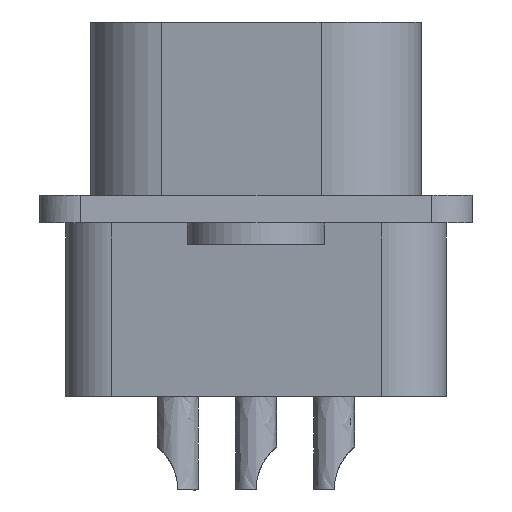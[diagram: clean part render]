
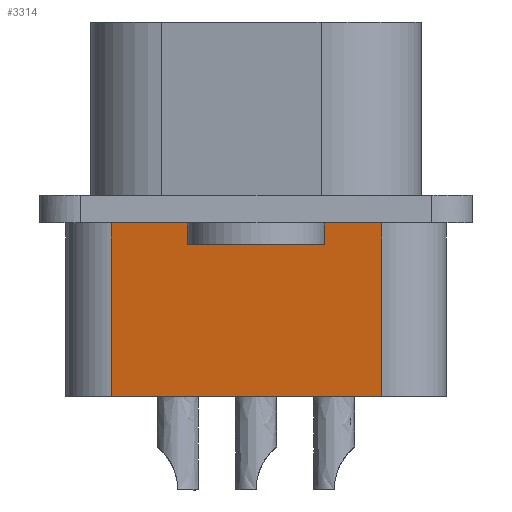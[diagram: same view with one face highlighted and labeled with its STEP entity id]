
A CAD part, left-side view. The second image highlights one B-rep face of the part: STEP entity #3314.
In plain terms, the highlighted free-form (B-spline) face has degree [1, 1] with [2, 2] control points.
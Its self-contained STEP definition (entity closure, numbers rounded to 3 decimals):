
#3053=CARTESIAN_POINT('V67',(-26.028,5.257,
   -1.1));
#3054=VERTEX_POINT('V67',#3053);
#3068=CARTESIAN_POINT('V65',(-27.76,-4.563,
   -1.1));
#3069=VERTEX_POINT('V65',#3068);
#3070=CARTESIAN_POINT('E97',(-26.028,5.257,
   -1.1));
#3071=CARTESIAN_POINT('E97',(-27.76,-4.563,
   -1.1));
#3072=B_SPLINE_CURVE_WITH_KNOTS('E97',1,(#3070,#3071),
   .POLYLINE_FORM.,.F.,.U.,(2,2),(0.0,1.583),
   .UNSPECIFIED.);
#3073=EDGE_CURVE('E97',#3054,#3069,#3072,.T.);
#3268=CARTESIAN_POINT('V64',(-27.76,-4.563,
   -7.4));
#3269=VERTEX_POINT('V64',#3268);
#3285=CARTESIAN_POINT('E95',(-27.76,-4.563,
   -1.1));
#3286=CARTESIAN_POINT('E95',(-27.76,-4.563,
   -7.4));
#3287=QUASI_UNIFORM_CURVE('E95',1,(#3285,#3286),.POLYLINE_FORM.,.F.,
   .U.);
#3288=EDGE_CURVE('E95',#3069,#3269,#3287,.T.);
#3293=CARTESIAN_POINT('F35',(-26.028,5.257,
   -7.4));
#3294=CARTESIAN_POINT('F35',(-27.76,-4.563,
   -7.4));
#3295=CARTESIAN_POINT('F35',(-26.028,5.257,
   -1.1));
#3296=CARTESIAN_POINT('F35',(-27.76,-4.563,
   -1.1));
#3297=B_SPLINE_SURFACE_WITH_KNOTS('F35',1,1,((#3293,#3295),(#3294,
   #3296)),.PLANE_SURF.,.F.,.F.,.U.,(2,2),(2,2),(0.0,
   1.583),(0.0,1.0),.UNSPECIFIED.);
#3298=CARTESIAN_POINT('V66',(-26.028,5.257,
   -7.4));
#3299=VERTEX_POINT('V66',#3298);
#3300=CARTESIAN_POINT('E96',(-26.028,5.257,
   -7.4));
#3301=CARTESIAN_POINT('E96',(-27.76,-4.563,
   -7.4));
#3302=B_SPLINE_CURVE_WITH_KNOTS('E96',1,(#3300,#3301),
   .POLYLINE_FORM.,.F.,.U.,(2,2),(0.0,1.583),
   .UNSPECIFIED.);
#3303=EDGE_CURVE('E96',#3299,#3269,#3302,.T.);
#3304=ORIENTED_EDGE('E96',*,*,#3303,.T.);
#3305=ORIENTED_EDGE('F34',*,*,#3288,.F.);
#3306=ORIENTED_EDGE('E97',*,*,#3073,.F.);
#3307=CARTESIAN_POINT('E98',(-26.028,5.257,
   -1.1));
#3308=CARTESIAN_POINT('E98',(-26.028,5.257,
   -7.4));
#3309=B_SPLINE_CURVE_WITH_KNOTS('E98',1,(#3307,#3308),
   .POLYLINE_FORM.,.F.,.U.,(2,2),(0.0,1.877),
   .UNSPECIFIED.);
#3310=EDGE_CURVE('E98',#3054,#3299,#3309,.T.);
#3311=ORIENTED_EDGE('E98',*,*,#3310,.T.);
#3312=EDGE_LOOP('F35',(#3304,#3305,#3306,#3311));
#3313=FACE_OUTER_BOUND('F35',#3312,.T.);
#3314=ADVANCED_FACE('F35',(#3313),#3297,.T.);
